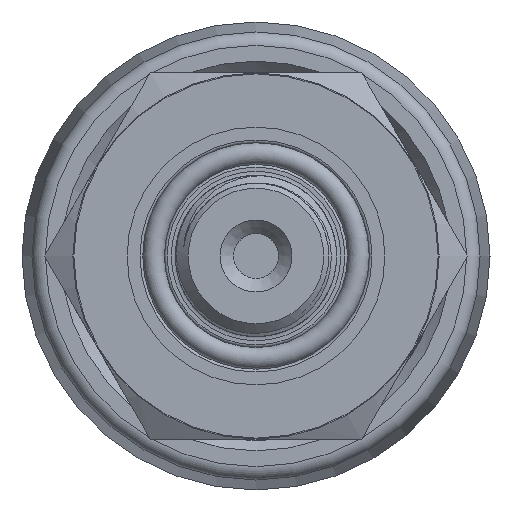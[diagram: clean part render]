
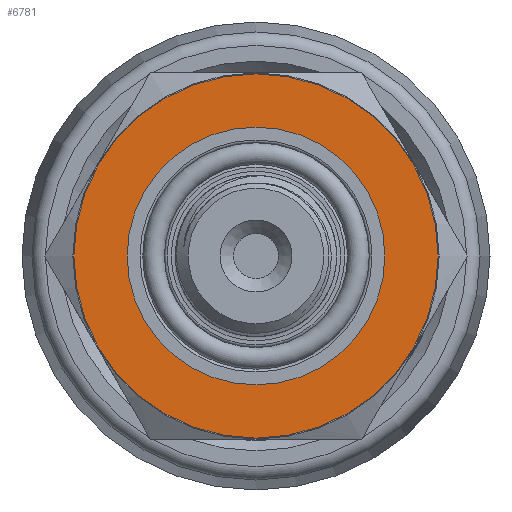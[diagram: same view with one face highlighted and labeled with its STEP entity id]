
A CAD part, left-side view. The second image highlights one B-rep face of the part: STEP entity #6781.
In plain terms, the highlighted planar face has unit normal (-1, 0, 0).
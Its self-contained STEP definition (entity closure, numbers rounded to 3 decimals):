
#356=PLANE('',#7039);
#393=FACE_BOUND('',#1169,.T.);
#755=FACE_OUTER_BOUND('',#1168,.T.);
#1168=EDGE_LOOP('',(#6068));
#1169=EDGE_LOOP('',(#6069));
#1294=CIRCLE('',#7040,13.425);
#1295=CIRCLE('',#7041,9.5);
#3190=VERTEX_POINT('',#18467);
#3191=VERTEX_POINT('',#18469);
#4178=EDGE_CURVE('',#3190,#3190,#1294,.T.);
#4179=EDGE_CURVE('',#3191,#3191,#1295,.T.);
#6068=ORIENTED_EDGE('',*,*,#4178,.F.);
#6069=ORIENTED_EDGE('',*,*,#4179,.T.);
#6781=ADVANCED_FACE('',(#755,#393),#356,.F.);
#7039=AXIS2_PLACEMENT_3D('',#18466,#7767,#7768);
#7040=AXIS2_PLACEMENT_3D('',#18468,#7769,#7770);
#7041=AXIS2_PLACEMENT_3D('',#18470,#7771,#7772);
#7767=DIRECTION('center_axis',(1.,0.,0.));
#7768=DIRECTION('ref_axis',(0.,0.,-1.));
#7769=DIRECTION('center_axis',(1.,0.,0.));
#7770=DIRECTION('ref_axis',(0.,1.,0.));
#7771=DIRECTION('center_axis',(1.,0.,0.));
#7772=DIRECTION('ref_axis',(0.,0.,-1.));
#18466=CARTESIAN_POINT('Origin',(-48.,9.5,0.));
#18467=CARTESIAN_POINT('',(-48.,-13.425,0.));
#18468=CARTESIAN_POINT('Origin',(-48.,0.,0.));
#18469=CARTESIAN_POINT('',(-48.,-9.5,0.));
#18470=CARTESIAN_POINT('Origin',(-48.,0.,0.));
